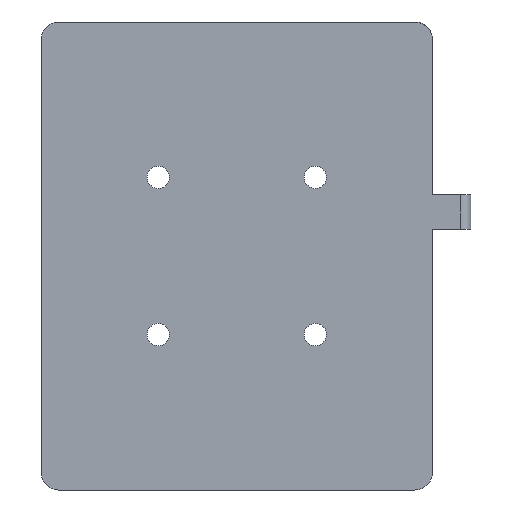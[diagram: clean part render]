
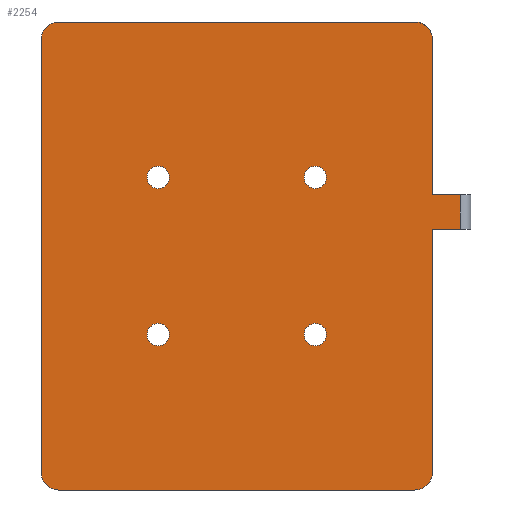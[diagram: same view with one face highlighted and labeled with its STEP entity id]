
A CAD part, front view. The second image highlights one B-rep face of the part: STEP entity #2254.
In plain terms, the highlighted planar face has unit normal (0, -1, 0).
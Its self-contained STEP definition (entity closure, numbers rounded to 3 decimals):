
#25=FACE_BOUND('',#379,.T.);
#26=FACE_BOUND('',#380,.T.);
#27=FACE_BOUND('',#381,.T.);
#28=FACE_BOUND('',#382,.T.);
#139=CIRCLE('',#2421,2.5);
#140=CIRCLE('',#2422,2.5);
#141=CIRCLE('',#2423,2.5);
#142=CIRCLE('',#2424,2.5);
#143=CIRCLE('',#2425,1.6);
#144=CIRCLE('',#2426,1.6);
#145=CIRCLE('',#2427,1.6);
#146=CIRCLE('',#2428,1.6);
#243=FACE_OUTER_BOUND('',#378,.T.);
#378=EDGE_LOOP('',(#1585,#1586,#1587,#1588,#1589,#1590,#1591,#1592,#1593,
#1594,#1595,#1596));
#379=EDGE_LOOP('',(#1597));
#380=EDGE_LOOP('',(#1598));
#381=EDGE_LOOP('',(#1599));
#382=EDGE_LOOP('',(#1600));
#564=LINE('',#3456,#775);
#569=LINE('',#3473,#780);
#570=LINE('',#3476,#781);
#571=LINE('',#3480,#782);
#572=LINE('',#3484,#783);
#573=LINE('',#3488,#784);
#574=LINE('',#3492,#785);
#575=LINE('',#3493,#786);
#775=VECTOR('',#2726,10.);
#780=VECTOR('',#2741,10.);
#781=VECTOR('',#2744,10.);
#782=VECTOR('',#2747,10.);
#783=VECTOR('',#2750,10.);
#784=VECTOR('',#2753,10.);
#785=VECTOR('',#2756,10.);
#786=VECTOR('',#2757,10.);
#991=VERTEX_POINT('',#3453);
#992=VERTEX_POINT('',#3455);
#998=VERTEX_POINT('',#3469);
#1000=VERTEX_POINT('',#3475);
#1001=VERTEX_POINT('',#3477);
#1002=VERTEX_POINT('',#3479);
#1003=VERTEX_POINT('',#3481);
#1004=VERTEX_POINT('',#3483);
#1005=VERTEX_POINT('',#3485);
#1006=VERTEX_POINT('',#3487);
#1007=VERTEX_POINT('',#3489);
#1008=VERTEX_POINT('',#3491);
#1009=VERTEX_POINT('',#3494);
#1010=VERTEX_POINT('',#3496);
#1011=VERTEX_POINT('',#3498);
#1012=VERTEX_POINT('',#3500);
#1219=EDGE_CURVE('',#991,#992,#564,.T.);
#1228=EDGE_CURVE('',#992,#998,#569,.T.);
#1229=EDGE_CURVE('',#1000,#991,#570,.T.);
#1230=EDGE_CURVE('',#1001,#1000,#139,.T.);
#1231=EDGE_CURVE('',#1002,#1001,#571,.T.);
#1232=EDGE_CURVE('',#1003,#1002,#140,.T.);
#1233=EDGE_CURVE('',#1004,#1003,#572,.T.);
#1234=EDGE_CURVE('',#1005,#1004,#141,.T.);
#1235=EDGE_CURVE('',#1006,#1005,#573,.T.);
#1236=EDGE_CURVE('',#1007,#1006,#142,.T.);
#1237=EDGE_CURVE('',#1008,#1007,#574,.T.);
#1238=EDGE_CURVE('',#1008,#998,#575,.T.);
#1239=EDGE_CURVE('',#1009,#1009,#143,.T.);
#1240=EDGE_CURVE('',#1010,#1010,#144,.T.);
#1241=EDGE_CURVE('',#1011,#1011,#145,.T.);
#1242=EDGE_CURVE('',#1012,#1012,#146,.T.);
#1585=ORIENTED_EDGE('',*,*,#1228,.F.);
#1586=ORIENTED_EDGE('',*,*,#1219,.F.);
#1587=ORIENTED_EDGE('',*,*,#1229,.F.);
#1588=ORIENTED_EDGE('',*,*,#1230,.F.);
#1589=ORIENTED_EDGE('',*,*,#1231,.F.);
#1590=ORIENTED_EDGE('',*,*,#1232,.F.);
#1591=ORIENTED_EDGE('',*,*,#1233,.F.);
#1592=ORIENTED_EDGE('',*,*,#1234,.F.);
#1593=ORIENTED_EDGE('',*,*,#1235,.F.);
#1594=ORIENTED_EDGE('',*,*,#1236,.F.);
#1595=ORIENTED_EDGE('',*,*,#1237,.F.);
#1596=ORIENTED_EDGE('',*,*,#1238,.T.);
#1597=ORIENTED_EDGE('',*,*,#1239,.F.);
#1598=ORIENTED_EDGE('',*,*,#1240,.F.);
#1599=ORIENTED_EDGE('',*,*,#1241,.F.);
#1600=ORIENTED_EDGE('',*,*,#1242,.F.);
#2178=PLANE('',#2420);
#2254=ADVANCED_FACE('',(#243,#25,#26,#27,#28),#2178,.F.);
#2420=AXIS2_PLACEMENT_3D('',#3474,#2742,#2743);
#2421=AXIS2_PLACEMENT_3D('',#3478,#2745,#2746);
#2422=AXIS2_PLACEMENT_3D('',#3482,#2748,#2749);
#2423=AXIS2_PLACEMENT_3D('',#3486,#2751,#2752);
#2424=AXIS2_PLACEMENT_3D('',#3490,#2754,#2755);
#2425=AXIS2_PLACEMENT_3D('',#3495,#2758,#2759);
#2426=AXIS2_PLACEMENT_3D('',#3497,#2760,#2761);
#2427=AXIS2_PLACEMENT_3D('',#3499,#2762,#2763);
#2428=AXIS2_PLACEMENT_3D('',#3501,#2764,#2765);
#2726=DIRECTION('',(1.,0.,0.));
#2741=DIRECTION('',(0.,0.,-1.));
#2742=DIRECTION('center_axis',(0.,1.,0.));
#2743=DIRECTION('ref_axis',(1.,0.,0.));
#2744=DIRECTION('',(0.,0.,-1.));
#2745=DIRECTION('center_axis',(0.,1.,0.));
#2746=DIRECTION('ref_axis',(0.707,0.,0.707));
#2747=DIRECTION('',(1.,0.,0.));
#2748=DIRECTION('center_axis',(0.,1.,0.));
#2749=DIRECTION('ref_axis',(-0.707,0.,0.707));
#2750=DIRECTION('',(0.,0.,1.));
#2751=DIRECTION('center_axis',(0.,1.,0.));
#2752=DIRECTION('ref_axis',(-0.707,0.,-0.707));
#2753=DIRECTION('',(-1.,0.,0.));
#2754=DIRECTION('center_axis',(0.,1.,0.));
#2755=DIRECTION('ref_axis',(0.707,0.,-0.707));
#2756=DIRECTION('',(0.,0.,-1.));
#2757=DIRECTION('',(1.,0.,0.));
#2758=DIRECTION('center_axis',(0.,-1.,0.));
#2759=DIRECTION('ref_axis',(1.,0.,0.));
#2760=DIRECTION('center_axis',(0.,-1.,0.));
#2761=DIRECTION('ref_axis',(1.,0.,0.));
#2762=DIRECTION('center_axis',(0.,-1.,0.));
#2763=DIRECTION('ref_axis',(1.,0.,0.));
#2764=DIRECTION('center_axis',(0.,-1.,0.));
#2765=DIRECTION('ref_axis',(1.,0.,0.));
#3453=CARTESIAN_POINT('',(28.,0.,8.8));
#3455=CARTESIAN_POINT('',(32.,0.,8.8));
#3456=CARTESIAN_POINT('',(17.,0.,8.8));
#3469=CARTESIAN_POINT('',(32.,0.,3.8));
#3473=CARTESIAN_POINT('',(32.,0.,3.15));
#3474=CARTESIAN_POINT('Origin',(-22.5,0.,0.));
#3475=CARTESIAN_POINT('',(28.,0.,31.));
#3476=CARTESIAN_POINT('',(28.,0.,33.5));
#3477=CARTESIAN_POINT('',(25.5,0.,33.5));
#3478=CARTESIAN_POINT('Origin',(25.5,0.,31.));
#3479=CARTESIAN_POINT('',(-25.5,0.,33.5));
#3480=CARTESIAN_POINT('',(-28.,0.,33.5));
#3481=CARTESIAN_POINT('',(-28.,0.,31.));
#3482=CARTESIAN_POINT('Origin',(-25.5,0.,31.));
#3483=CARTESIAN_POINT('',(-28.,0.,-31.));
#3484=CARTESIAN_POINT('',(-28.,0.,-33.5));
#3485=CARTESIAN_POINT('',(-25.5,0.,-33.5));
#3486=CARTESIAN_POINT('Origin',(-25.5,0.,-31.));
#3487=CARTESIAN_POINT('',(25.5,0.,-33.5));
#3488=CARTESIAN_POINT('',(28.,0.,-33.5));
#3489=CARTESIAN_POINT('',(28.,0.,-31.));
#3490=CARTESIAN_POINT('Origin',(25.5,0.,-31.));
#3491=CARTESIAN_POINT('',(28.,0.,3.8));
#3492=CARTESIAN_POINT('',(28.,0.,33.5));
#3493=CARTESIAN_POINT('',(17.,0.,3.8));
#3494=CARTESIAN_POINT('',(9.65,0.,11.25));
#3495=CARTESIAN_POINT('Origin',(11.25,0.,11.25));
#3496=CARTESIAN_POINT('',(-12.85,0.,11.25));
#3497=CARTESIAN_POINT('Origin',(-11.25,0.,11.25));
#3498=CARTESIAN_POINT('',(-12.85,0.,-11.25));
#3499=CARTESIAN_POINT('Origin',(-11.25,0.,-11.25));
#3500=CARTESIAN_POINT('',(9.65,0.,-11.25));
#3501=CARTESIAN_POINT('Origin',(11.25,0.,-11.25));
